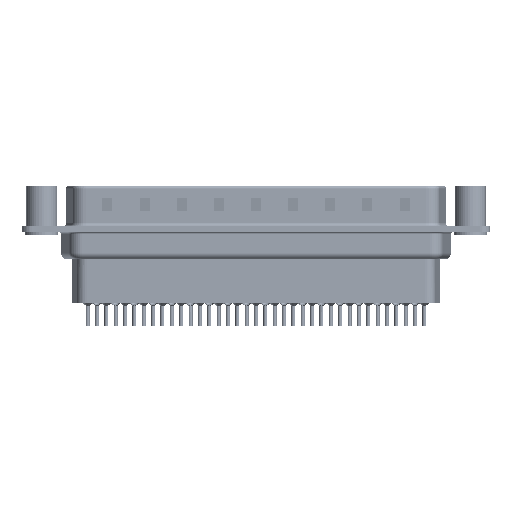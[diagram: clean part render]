
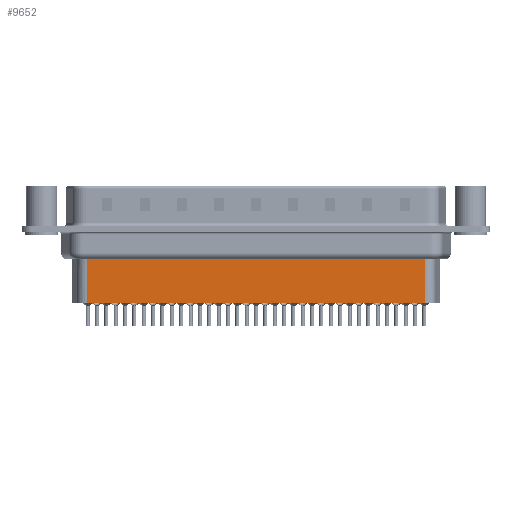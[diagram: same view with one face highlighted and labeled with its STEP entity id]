
A CAD part, front view. The second image highlights one B-rep face of the part: STEP entity #9652.
In plain terms, the highlighted planar face has unit normal (0, -1, 0).
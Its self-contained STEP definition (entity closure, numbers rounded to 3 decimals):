
#1807 = DIRECTION ( 'NONE',  ( 1., 0., 0. ) ) ;
#2223 = ORIENTED_EDGE ( 'NONE', *, *, #5023, .T. ) ;
#2254 = CARTESIAN_POINT ( 'NONE',  ( 6.706, -3.5, -3.1 ) ) ;
#2513 = EDGE_CURVE ( 'NONE', #19395, #19651, #28784, .T. ) ;
#4653 = EDGE_CURVE ( 'NONE', #6891, #19395, #16632, .T. ) ;
#5023 = EDGE_CURVE ( 'NONE', #14729, #19651, #20304, .T. ) ;
#6265 = AXIS2_PLACEMENT_3D ( 'NONE', #2254, #25078, #1807 ) ;
#6829 = CARTESIAN_POINT ( 'NONE',  ( 56.794, -3.5, -3.1 ) ) ;
#6891 = VERTEX_POINT ( 'NONE', #10754 ) ;
#7774 = DIRECTION ( 'NONE',  ( -1., 0., 0. ) ) ;
#8538 = CARTESIAN_POINT ( 'NONE',  ( 6.706, -3.5, -10.95 ) ) ;
#8973 = DIRECTION ( 'NONE',  ( 0., 0., -1. ) ) ;
#9495 = VECTOR ( 'NONE', #24586, 1000. ) ;
#9652 = ADVANCED_FACE ( 'NONE', ( #27387 ), #13880, .T. ) ;
#9933 = LINE ( 'NONE', #14377, #21814 ) ;
#10754 = CARTESIAN_POINT ( 'NONE',  ( 56.794, -3.5, -4.097 ) ) ;
#12390 = VECTOR ( 'NONE', #8973, 1000. ) ;
#12600 = ORIENTED_EDGE ( 'NONE', *, *, #25534, .T. ) ;
#13880 = PLANE ( 'NONE',  #6265 ) ;
#14377 = CARTESIAN_POINT ( 'NONE',  ( 6.459, -3.5, -4.097 ) ) ;
#14684 = ORIENTED_EDGE ( 'NONE', *, *, #2513, .F. ) ;
#14729 = VERTEX_POINT ( 'NONE', #22238 ) ;
#16632 = LINE ( 'NONE', #6829, #12390 ) ;
#18003 = CARTESIAN_POINT ( 'NONE',  ( 6.706, -3.5, -3.1 ) ) ;
#19093 = ORIENTED_EDGE ( 'NONE', *, *, #4653, .F. ) ;
#19395 = VERTEX_POINT ( 'NONE', #26470 ) ;
#19590 = DIRECTION ( 'NONE',  ( -1., 0., 0. ) ) ;
#19651 = VERTEX_POINT ( 'NONE', #8538 ) ;
#20304 = LINE ( 'NONE', #18003, #9495 ) ;
#21814 = VECTOR ( 'NONE', #19590, 1000. ) ;
#22238 = CARTESIAN_POINT ( 'NONE',  ( 6.706, -3.5, -4.097 ) ) ;
#24586 = DIRECTION ( 'NONE',  ( 0., 0., -1. ) ) ;
#25078 = DIRECTION ( 'NONE',  ( 0., -1., 0. ) ) ;
#25534 = EDGE_CURVE ( 'NONE', #6891, #14729, #9933, .T. ) ;
#26470 = CARTESIAN_POINT ( 'NONE',  ( 56.794, -3.5, -10.95 ) ) ;
#26785 = CARTESIAN_POINT ( 'NONE',  ( 6.706, -3.5, -10.95 ) ) ;
#27181 = EDGE_LOOP ( 'NONE', ( #19093, #12600, #2223, #14684 ) ) ;
#27387 = FACE_OUTER_BOUND ( 'NONE', #27181, .T. ) ;
#27960 = VECTOR ( 'NONE', #7774, 1000. ) ;
#28784 = LINE ( 'NONE', #26785, #27960 ) ;
